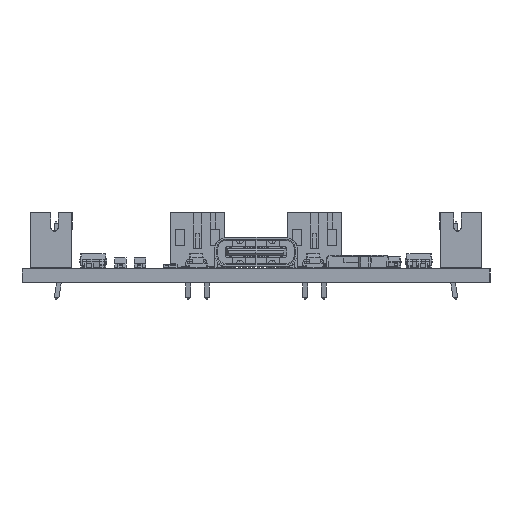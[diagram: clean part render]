
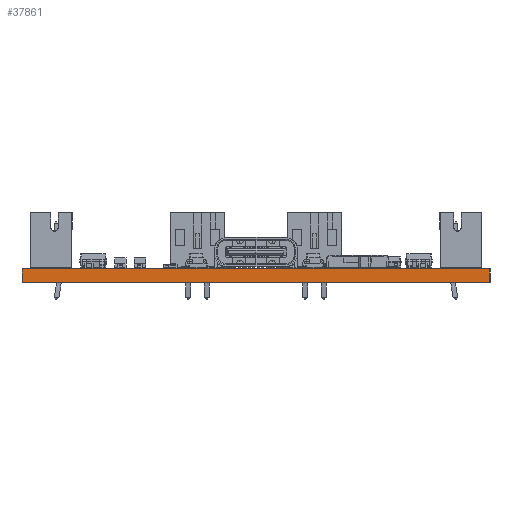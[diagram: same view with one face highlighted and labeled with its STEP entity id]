
A CAD part, left-side view. The second image highlights one B-rep face of the part: STEP entity #37861.
In plain terms, the highlighted planar face has unit normal (-1, 0, 0).
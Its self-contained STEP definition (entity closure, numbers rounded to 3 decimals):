
#37805 = VERTEX_POINT('',#37806);
#37806 = CARTESIAN_POINT('',(101.6,-127.,1.516));
#37812 = EDGE_CURVE('',#37813,#37805,#37815,.T.);
#37813 = VERTEX_POINT('',#37814);
#37814 = CARTESIAN_POINT('',(101.6,-127.,0.));
#37815 = LINE('',#37816,#37817);
#37816 = CARTESIAN_POINT('',(101.6,-127.,0.));
#37817 = VECTOR('',#37818,1.);
#37818 = DIRECTION('',(0.,0.,1.));
#37861 = ADVANCED_FACE('',(#37862),#37887,.T.);
#37862 = FACE_BOUND('',#37863,.T.);
#37863 = EDGE_LOOP('',(#37864,#37865,#37873,#37881));
#37864 = ORIENTED_EDGE('',*,*,#37812,.T.);
#37865 = ORIENTED_EDGE('',*,*,#37866,.T.);
#37866 = EDGE_CURVE('',#37805,#37867,#37869,.T.);
#37867 = VERTEX_POINT('',#37868);
#37868 = CARTESIAN_POINT('',(101.6,-76.2,1.516));
#37869 = LINE('',#37870,#37871);
#37870 = CARTESIAN_POINT('',(101.6,-127.,1.516));
#37871 = VECTOR('',#37872,1.);
#37872 = DIRECTION('',(0.,1.,0.));
#37873 = ORIENTED_EDGE('',*,*,#37874,.F.);
#37874 = EDGE_CURVE('',#37875,#37867,#37877,.T.);
#37875 = VERTEX_POINT('',#37876);
#37876 = CARTESIAN_POINT('',(101.6,-76.2,0.));
#37877 = LINE('',#37878,#37879);
#37878 = CARTESIAN_POINT('',(101.6,-76.2,0.));
#37879 = VECTOR('',#37880,1.);
#37880 = DIRECTION('',(0.,0.,1.));
#37881 = ORIENTED_EDGE('',*,*,#37882,.F.);
#37882 = EDGE_CURVE('',#37813,#37875,#37883,.T.);
#37883 = LINE('',#37884,#37885);
#37884 = CARTESIAN_POINT('',(101.6,-127.,0.));
#37885 = VECTOR('',#37886,1.);
#37886 = DIRECTION('',(0.,1.,0.));
#37887 = PLANE('',#37888);
#37888 = AXIS2_PLACEMENT_3D('',#37889,#37890,#37891);
#37889 = CARTESIAN_POINT('',(101.6,-127.,0.));
#37890 = DIRECTION('',(-1.,0.,0.));
#37891 = DIRECTION('',(0.,1.,0.));
